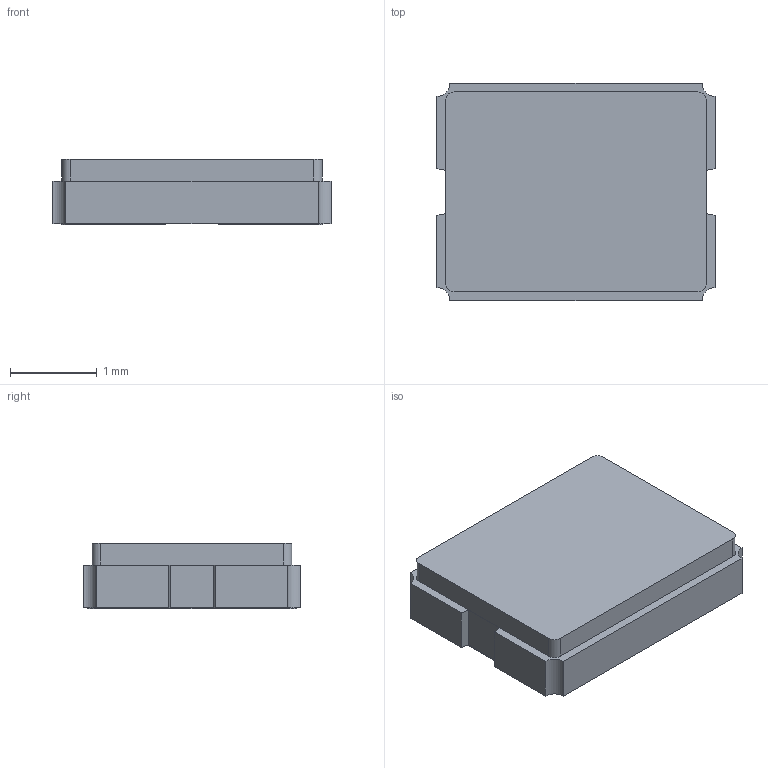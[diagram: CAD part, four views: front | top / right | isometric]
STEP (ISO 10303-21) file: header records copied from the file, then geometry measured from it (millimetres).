
FILE_DESCRIPTION (( 'STEP AP214' ), '1' );
FILE_NAME ('User Library-NX3225GB.STEP', '2021-11-15T09:18:47', ( '' ), ( '' ), 'SwSTEP 2.0', 'SolidWorks 2021', '' );
FILE_SCHEMA (( 'AUTOMOTIVE_DESIGN' ));
Length unit declared in the file: millimetre
Products named in the file (1): User Library-NX3225GB
Bounding box: 3.2 x 2.5 x 0.75 mm (x, y, z)
Volume: 5.6 mm3; surface area: 49.2 mm2
Topology: 4 solids, 4 shells, 45 faces, 111 edges, 74 vertices
Faces by surface type: plane 33, cylinder 12
Entity records: 1412 total; most frequent: CARTESIAN_POINT 231, DIRECTION 227, ORIENTED_EDGE 222, EDGE_CURVE 111, LINE 87, VECTOR 87, VERTEX_POINT 74, AXIS2_PLACEMENT_3D 70
